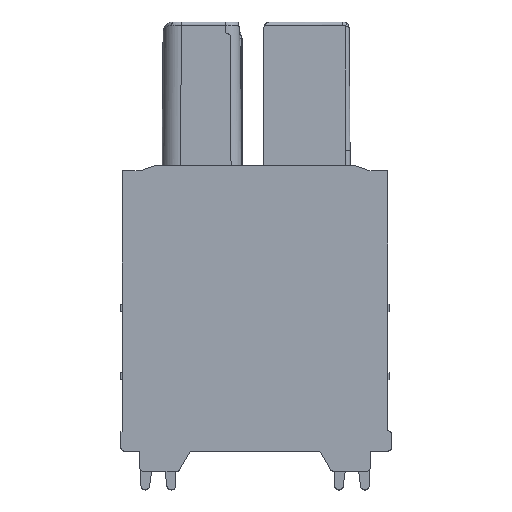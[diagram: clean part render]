
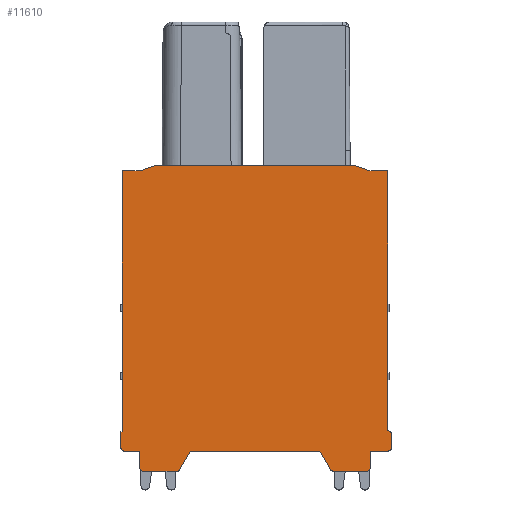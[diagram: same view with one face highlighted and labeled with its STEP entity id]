
A CAD part, top view. The second image highlights one B-rep face of the part: STEP entity #11610.
In plain terms, the highlighted planar face has unit normal (0, 0, 1).
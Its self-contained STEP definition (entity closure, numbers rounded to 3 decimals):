
#49=DIRECTION('',(0.,1.,0.));
#50=VECTOR('',#49,12.749);
#51=CARTESIAN_POINT('',(13.02,1.001,-4.85));
#52=LINE('',#51,#50);
#505=DIRECTION('',(0.,1.,0.));
#506=VECTOR('',#505,0.597);
#507=CARTESIAN_POINT('',(13.21,0.2,-4.85));
#508=LINE('',#507,#506);
#517=DIRECTION('',(1.,0.,0.));
#518=VECTOR('',#517,0.84);
#519=CARTESIAN_POINT('',(12.17,0.,-4.85));
#520=LINE('',#519,#518);
#605=DIRECTION('',(1.,0.,0.));
#606=VECTOR('',#605,6.365);
#607=CARTESIAN_POINT('',(3.327,0.,
-4.85));
#608=LINE('',#607,#606);
#1665=DIRECTION('',(0.,-1.,0.));
#1666=VECTOR('',#1665,12.789);
#1667=CARTESIAN_POINT('',(0.,13.75,-4.85));
#1668=LINE('',#1667,#1666);
#2125=DIRECTION('',(-1.,0.,0.));
#2126=VECTOR('',#2125,0.873);
#2127=CARTESIAN_POINT('',(0.873,13.75,-4.85));
#2128=LINE('',#2127,#2126);
#2403=DIRECTION('',(-1.,0.,0.));
#2404=VECTOR('',#2403,0.873);
#2405=CARTESIAN_POINT('',(13.02,13.75,-4.85));
#2406=LINE('',#2405,#2404);
#2534=CARTESIAN_POINT('',(0.11,0.2,-4.85));
#2535=DIRECTION('',(0.,0.,1.));
#2536=DIRECTION('',(-1.,0.,0.));
#2537=AXIS2_PLACEMENT_3D('',#2534,#2535,#2536);
#2539=DIRECTION('',(0.,1.,0.));
#2540=VECTOR('',#2539,0.737);
#2541=CARTESIAN_POINT('',(-0.09,0.2,-4.85));
#2542=LINE('',#2541,#2540);
#2543=DIRECTION('',(0.966,0.259,0.));
#2544=VECTOR('',#2543,0.093);
#2545=CARTESIAN_POINT('',(-0.09,0.937,-4.85));
#2546=LINE('',#2545,#2544);
#2547=DIRECTION('',(0.94,0.342,0.));
#2548=VECTOR('',#2547,0.731);
#2549=CARTESIAN_POINT('',(0.873,13.75,-4.85));
#2550=LINE('',#2549,#2548);
#2551=DIRECTION('',(1.,0.,0.));
#2552=VECTOR('',#2551,9.9);
#2553=CARTESIAN_POINT('',(1.56,14.,-4.85));
#2554=LINE('',#2553,#2552);
#2555=DIRECTION('',(0.94,-0.342,0.));
#2556=VECTOR('',#2555,0.731);
#2557=CARTESIAN_POINT('',(11.46,14.,-4.85));
#2558=LINE('',#2557,#2556);
#2559=DIRECTION('',(0.966,-0.259,0.));
#2560=VECTOR('',#2559,0.043);
#2561=CARTESIAN_POINT('',(13.02,1.001,-4.85));
#2562=LINE('',#2561,#2560);
#2563=CARTESIAN_POINT('',(13.01,0.797,-4.85));
#2564=DIRECTION('',(0.,0.,-1.));
#2565=DIRECTION('',(0.259,0.966,0.));
#2566=AXIS2_PLACEMENT_3D('',#2563,#2564,#2565);
#2568=CARTESIAN_POINT('',(13.01,0.2,-4.85));
#2569=DIRECTION('',(0.,0.,-1.));
#2570=DIRECTION('',(1.,0.,0.));
#2571=AXIS2_PLACEMENT_3D('',#2568,#2569,#2570);
#2573=DIRECTION('',(0.,-1.,0.));
#2574=VECTOR('',#2573,0.8);
#2575=CARTESIAN_POINT('',(12.17,0.,-4.85));
#2576=LINE('',#2575,#2574);
#2577=CARTESIAN_POINT('',(11.97,-0.8,-4.85));
#2578=DIRECTION('',(0.,0.,-1.));
#2579=DIRECTION('',(1.,0.,0.));
#2580=AXIS2_PLACEMENT_3D('',#2577,#2578,#2579);
#2582=DIRECTION('',(-1.,0.,0.));
#2583=VECTOR('',#2582,1.585);
#2584=CARTESIAN_POINT('',(11.97,-1.,-4.85));
#2585=LINE('',#2584,#2583);
#2586=CARTESIAN_POINT('',(10.385,-0.8,-4.85));
#2587=DIRECTION('',(0.,0.,-1.));
#2588=DIRECTION('',(0.,-1.,0.));
#2589=AXIS2_PLACEMENT_3D('',#2586,#2587,#2588);
#2591=DIRECTION('',(-0.5,0.866,0.));
#2592=VECTOR('',#2591,1.039);
#2593=CARTESIAN_POINT('',(10.212,-0.9,
-4.85));
#2594=LINE('',#2593,#2592);
#2595=DIRECTION('',(-0.5,-0.866,0.));
#2596=VECTOR('',#2595,1.039);
#2597=CARTESIAN_POINT('',(3.327,0.,
-4.85));
#2598=LINE('',#2597,#2596);
#2599=CARTESIAN_POINT('',(2.635,-0.8,-4.85));
#2600=DIRECTION('',(0.,0.,-1.));
#2601=DIRECTION('',(0.866,-0.5,0.));
#2602=AXIS2_PLACEMENT_3D('',#2599,#2600,#2601);
#2604=DIRECTION('',(-1.,0.,0.));
#2605=VECTOR('',#2604,1.585);
#2606=CARTESIAN_POINT('',(2.635,-1.,-4.85));
#2607=LINE('',#2606,#2605);
#2608=CARTESIAN_POINT('',(1.05,-0.8,-4.85));
#2609=DIRECTION('',(0.,0.,-1.));
#2610=DIRECTION('',(0.,-1.,0.));
#2611=AXIS2_PLACEMENT_3D('',#2608,#2609,#2610);
#2613=DIRECTION('',(0.,1.,0.));
#2614=VECTOR('',#2613,0.8);
#2615=CARTESIAN_POINT('',(0.85,-0.8,-4.85));
#2616=LINE('',#2615,#2614);
#2617=DIRECTION('',(-1.,0.,0.));
#2618=VECTOR('',#2617,0.74);
#2619=CARTESIAN_POINT('',(0.85,0.,-4.85));
#2620=LINE('',#2619,#2618);
#7255=CARTESIAN_POINT('',(13.02,1.001,-4.85));
#7256=CARTESIAN_POINT('',(13.02,13.75,-4.85));
#7257=VERTEX_POINT('',#7255);
#7258=VERTEX_POINT('',#7256);
#7353=CARTESIAN_POINT('',(12.147,13.75,-4.85));
#7354=VERTEX_POINT('',#7353);
#7355=CARTESIAN_POINT('',(11.46,14.,-4.85));
#7356=VERTEX_POINT('',#7355);
#7357=CARTESIAN_POINT('',(1.56,14.,-4.85));
#7358=VERTEX_POINT('',#7357);
#7618=CARTESIAN_POINT('',(0.873,13.75,-4.85));
#7619=VERTEX_POINT('',#7618);
#7620=CARTESIAN_POINT('',(0.,13.75,-4.85));
#7621=VERTEX_POINT('',#7620);
#7644=CARTESIAN_POINT('',(0.,0.961,-4.85));
#7645=VERTEX_POINT('',#7644);
#7719=CARTESIAN_POINT('',(0.85,0.,-4.85));
#7721=VERTEX_POINT('',#7719);
#7732=CARTESIAN_POINT('',(3.327,0.,
-4.85));
#7733=VERTEX_POINT('',#7732);
#7734=CARTESIAN_POINT('',(9.693,0.,
-4.85));
#7735=VERTEX_POINT('',#7734);
#7802=CARTESIAN_POINT('',(12.17,0.,-4.85));
#7803=VERTEX_POINT('',#7802);
#7804=CARTESIAN_POINT('',(13.01,0.,-4.85));
#7805=VERTEX_POINT('',#7804);
#7806=CARTESIAN_POINT('',(13.21,0.2,-4.85));
#7807=VERTEX_POINT('',#7806);
#7808=CARTESIAN_POINT('',(13.21,0.797,-4.85));
#7809=VERTEX_POINT('',#7808);
#7810=CARTESIAN_POINT('',(13.062,0.99,
-4.85));
#7811=VERTEX_POINT('',#7810);
#7812=CARTESIAN_POINT('',(12.17,-0.8,-4.85));
#7813=VERTEX_POINT('',#7812);
#7814=CARTESIAN_POINT('',(11.97,-1.,-4.85));
#7815=VERTEX_POINT('',#7814);
#7816=CARTESIAN_POINT('',(10.385,-1.,-4.85));
#7817=VERTEX_POINT('',#7816);
#7818=CARTESIAN_POINT('',(10.212,-0.9,
-4.85));
#7819=VERTEX_POINT('',#7818);
#7820=CARTESIAN_POINT('',(2.808,-0.9,
-4.85));
#7821=VERTEX_POINT('',#7820);
#7822=CARTESIAN_POINT('',(2.635,-1.,-4.85));
#7823=VERTEX_POINT('',#7822);
#7824=CARTESIAN_POINT('',(1.05,-1.,-4.85));
#7825=VERTEX_POINT('',#7824);
#7826=CARTESIAN_POINT('',(0.85,-0.8,-4.85));
#7827=VERTEX_POINT('',#7826);
#8004=CARTESIAN_POINT('',(-0.09,0.937,-4.85));
#8005=VERTEX_POINT('',#8004);
#8006=CARTESIAN_POINT('',(-0.09,0.2,-4.85));
#8007=CARTESIAN_POINT('',(0.11,0.,-4.85));
#8008=VERTEX_POINT('',#8006);
#8009=VERTEX_POINT('',#8007);
#11566=CARTESIAN_POINT('',(0.,0.,-4.85));
#11567=DIRECTION('',(0.,0.,1.));
#11568=DIRECTION('',(1.,0.,0.));
#11569=AXIS2_PLACEMENT_3D('',#11566,#11567,#11568);
#11570=PLANE('',#11569);
#11571=ORIENTED_EDGE('',*,*,#10292,.F.);
#11572=ORIENTED_EDGE('',*,*,#10307,.T.);
#11573=ORIENTED_EDGE('',*,*,#10322,.T.);
#11574=ORIENTED_EDGE('',*,*,#10353,.F.);
#11575=ORIENTED_EDGE('',*,*,#11125,.F.);
#11576=ORIENTED_EDGE('',*,*,#11160,.T.);
#11577=ORIENTED_EDGE('',*,*,#11175,.T.);
#11578=ORIENTED_EDGE('',*,*,#11338,.T.);
#11579=ORIENTED_EDGE('',*,*,#11363,.F.);
#11580=ORIENTED_EDGE('',*,*,#8017,.F.);
#11581=ORIENTED_EDGE('',*,*,#8757,.T.);
#11582=ORIENTED_EDGE('',*,*,#8772,.T.);
#11583=ORIENTED_EDGE('',*,*,#8787,.F.);
#11584=ORIENTED_EDGE('',*,*,#8802,.T.);
#11585=ORIENTED_EDGE('',*,*,#8821,.F.);
#11587=ORIENTED_EDGE('',*,*,#11586,.T.);
#11589=ORIENTED_EDGE('',*,*,#11588,.T.);
#11591=ORIENTED_EDGE('',*,*,#11590,.T.);
#11593=ORIENTED_EDGE('',*,*,#11592,.T.);
#11595=ORIENTED_EDGE('',*,*,#11594,.T.);
#11596=ORIENTED_EDGE('',*,*,#8923,.F.);
#11598=ORIENTED_EDGE('',*,*,#11597,.T.);
#11600=ORIENTED_EDGE('',*,*,#11599,.T.);
#11602=ORIENTED_EDGE('',*,*,#11601,.T.);
#11604=ORIENTED_EDGE('',*,*,#11603,.T.);
#11606=ORIENTED_EDGE('',*,*,#11605,.T.);
#11607=ORIENTED_EDGE('',*,*,#10269,.T.);
#11608=EDGE_LOOP('',(#11571,#11572,#11573,#11574,#11575,#11576,#11577,#11578,
#11579,#11580,#11581,#11582,#11583,#11584,#11585,#11587,#11589,#11591,#11593,
#11595,#11596,#11598,#11600,#11602,#11604,#11606,#11607));
#11609=FACE_OUTER_BOUND('',#11608,.F.);
#11610=ADVANCED_FACE('',(#11609),#11570,.T.);
#2538=CIRCLE('',#2537,0.2);
#2567=CIRCLE('',#2566,0.2);
#2572=CIRCLE('',#2571,0.2);
#2581=CIRCLE('',#2580,0.2);
#2590=CIRCLE('',#2589,0.2);
#2603=CIRCLE('',#2602,0.2);
#2612=CIRCLE('',#2611,0.2);
#8017=EDGE_CURVE('',#7257,#7258,#52,.T.);
#8757=EDGE_CURVE('',#7257,#7811,#2562,.T.);
#8772=EDGE_CURVE('',#7811,#7809,#2567,.T.);
#8787=EDGE_CURVE('',#7807,#7809,#508,.T.);
#8802=EDGE_CURVE('',#7807,#7805,#2572,.T.);
#8821=EDGE_CURVE('',#7803,#7805,#520,.T.);
#8923=EDGE_CURVE('',#7733,#7735,#608,.T.);
#10269=EDGE_CURVE('',#7721,#8009,#2620,.T.);
#10292=EDGE_CURVE('',#8008,#8009,#2538,.T.);
#10307=EDGE_CURVE('',#8008,#8005,#2542,.T.);
#10322=EDGE_CURVE('',#8005,#7645,#2546,.T.);
#10353=EDGE_CURVE('',#7621,#7645,#1668,.T.);
#11125=EDGE_CURVE('',#7619,#7621,#2128,.T.);
#11160=EDGE_CURVE('',#7619,#7358,#2550,.T.);
#11175=EDGE_CURVE('',#7358,#7356,#2554,.T.);
#11338=EDGE_CURVE('',#7356,#7354,#2558,.T.);
#11363=EDGE_CURVE('',#7258,#7354,#2406,.T.);
#11586=EDGE_CURVE('',#7803,#7813,#2576,.T.);
#11588=EDGE_CURVE('',#7813,#7815,#2581,.T.);
#11590=EDGE_CURVE('',#7815,#7817,#2585,.T.);
#11592=EDGE_CURVE('',#7817,#7819,#2590,.T.);
#11594=EDGE_CURVE('',#7819,#7735,#2594,.T.);
#11597=EDGE_CURVE('',#7733,#7821,#2598,.T.);
#11599=EDGE_CURVE('',#7821,#7823,#2603,.T.);
#11601=EDGE_CURVE('',#7823,#7825,#2607,.T.);
#11603=EDGE_CURVE('',#7825,#7827,#2612,.T.);
#11605=EDGE_CURVE('',#7827,#7721,#2616,.T.);
